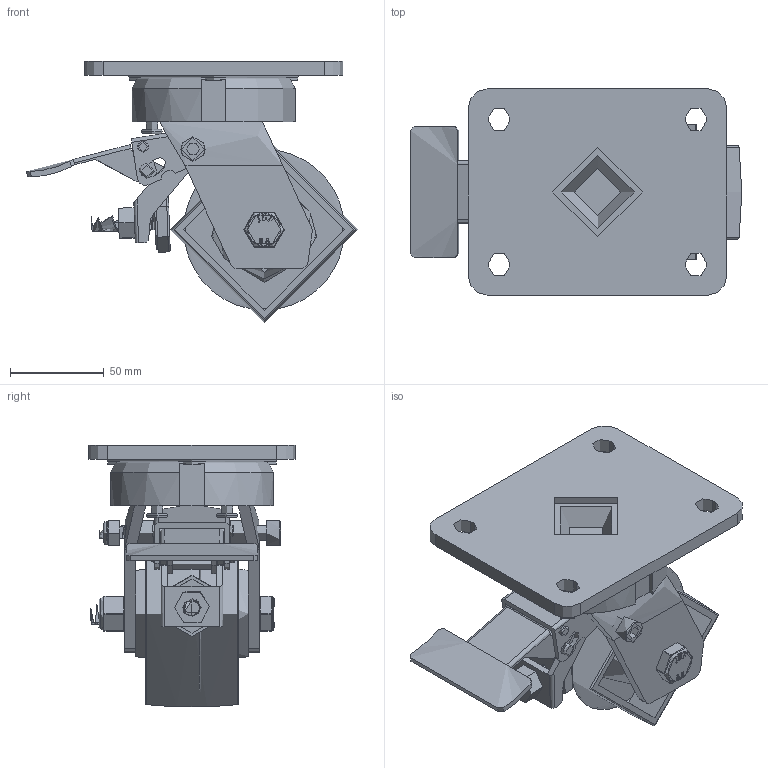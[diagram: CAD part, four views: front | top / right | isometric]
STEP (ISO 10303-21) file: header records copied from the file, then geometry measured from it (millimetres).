
FILE_DESCRIPTION(/* description */ (''),/* implementation_level */ '2;1');
FILE_NAME(/* name */ 'BZKL100CISWB.step',/* time_stamp */ '2024-06-17T11:30:44+01:00',/* author */ (''),/* organization */ (''),/* preprocessor_version */ 'ST-DEVELOPER v20',/* originating_system */ 'Autodesk Translation Framework v13.14.0.145',/* authorisation */ '');
FILE_SCHEMA (('AUTOMOTIVE_DESIGN { 1 0 10303 214 3 1 1 }'));
Length unit declared in the file: millimetre
Products named in the file (31): BZKL100CISWB; BZXH100WCIM20 v1; CAST IRON WHEEL; GREASE NIPPLE; BZKL100ASSWB - 60 v1; FABRICATED STEEL TOP PLATE (1); FABRICATED STEEL BRAKE (1); BOLT (1); BRAKE PART 1 (1); BRAKE PEDAL (1); BRAKE 2 (1); BOLT2 (1); BOLT3 (1); SPACERS (1); NUT (1); BRAKE BOLT (1); BRAKE BOLT Geometry (1); RUBBER (1); NUT2 (1); BRAKE CONNECTORS (1); BOLT4 (1); BOLTS (1); FABRICATED STEEL FORKS (1); TUBEM20X60 v1; ZINC PLATED STEEL TUBE; HEXBOLTM12X90Z8.8 v2; GRADE 8.8 ZINC PLATED BOLT; NYLOCM12Z14MM v1; NYLOC NUT; NUT (2); RUBBER (2)
Assembly tree (30 placements, depth 5):
  BZKL100CISWB
    BZXH100WCIM20 v1
      CAST IRON WHEEL
      GREASE NIPPLE
    BZKL100ASSWB - 60 v1
      FABRICATED STEEL TOP PLATE (1)
      FABRICATED STEEL BRAKE (1)
        BOLT (1)
        BRAKE PART 1 (1)
        BRAKE PEDAL (1)
        BRAKE 2 (1)
        BOLT2 (1)
        BOLT3 (1)
        SPACERS (1)
        NUT (1)
        BRAKE BOLT (1)
          BRAKE BOLT Geometry (1)
          RUBBER (1)
        NUT2 (1)
        BRAKE CONNECTORS (1)
        BOLT4 (1)
        BOLTS (1)
      FABRICATED STEEL FORKS (1)
    TUBEM20X60 v1
      ZINC PLATED STEEL TUBE
    HEXBOLTM12X90Z8.8 v2
      GRADE 8.8 ZINC PLATED BOLT
    NYLOCM12Z14MM v1
      NYLOC NUT
        NUT (2)
        RUBBER (2)
Bounding box: 177 x 110 x 139.84 mm (x, y, z)
Volume: 571139.1 mm3; surface area: 178503.1 mm2
Topology: 25 solids, 25 shells, 634 faces, 1550 edges, 999 vertices
Faces by surface type: plane 279, cylinder 259, bspline 48, torus 22, sphere 19, cone 7
Full cylindrical faces by diameter (mm): 4 x5, 6 x23, 7.5 x1, 8 x31, 9 x2, 9.836 x16, 10 x2, 11 x2, 11.834 x16, 12 x3, 12.5 x2, 12.75 x2, 13 x3, 14 x2, 17.75 x1, 18.5 x1, 19.9 x1, 20.2 x2, 40.2 x1, 48 x1, 86 x2, 87 x1, 90 x1
Entity records: 37238 total; most frequent: CARTESIAN_POINT 21596, ORIENTED_EDGE 3086, DIRECTION 3010, EDGE_CURVE 1543, AXIS2_PLACEMENT_3D 1106, VERTEX_POINT 999, LINE 798, VECTOR 798
